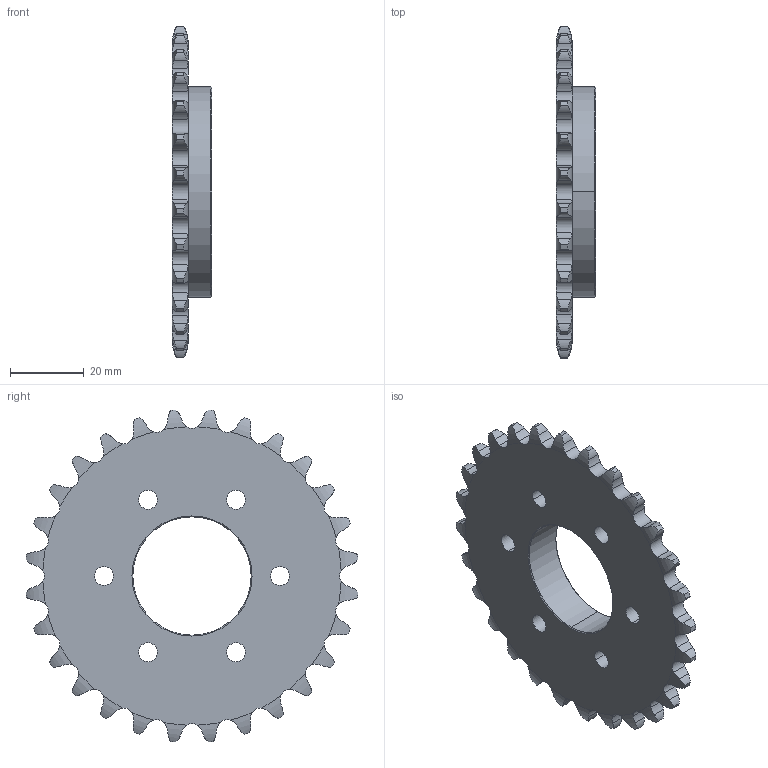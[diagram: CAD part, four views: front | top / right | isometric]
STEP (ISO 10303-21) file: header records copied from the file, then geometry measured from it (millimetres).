
FILE_DESCRIPTION((''),'2;1');
FILE_NAME('2006 Wheel Sprocket.stp','2006-02-07T22:00:16',('t8558es'),(''),'Autodesk Inventor (R) 6.0','Autodesk Inventor (R) 6.0','');
FILE_SCHEMA(('AUTOMOTIVE_DESIGN { 1 0 10303 214 1 1 1 1 }'));
Length unit declared in the file: inch
Products named in the file (1): 2006 Wheel Sprocket
Bounding box: 10.67 x 89.82 x 89.82 mm (x, y, z)
Volume: 30114.8 mm3; surface area: 14051.5 mm2
Topology: 1 solids, 1 shells, 249 faces, 732 edges, 486 vertices
Faces by surface type: cylinder 170, torus 56, bspline 14, cone 6, plane 3
Entity records: 9515 total; most frequent: CARTESIAN_POINT 3354, ORIENTED_EDGE 1464, DIRECTION 1074, EDGE_CURVE 732, VERTEX_POINT 486, AXIS2_PLACEMENT_3D 442, B_SPLINE_CURVE_WITH_KNOTS 336, EDGE_LOOP 264
